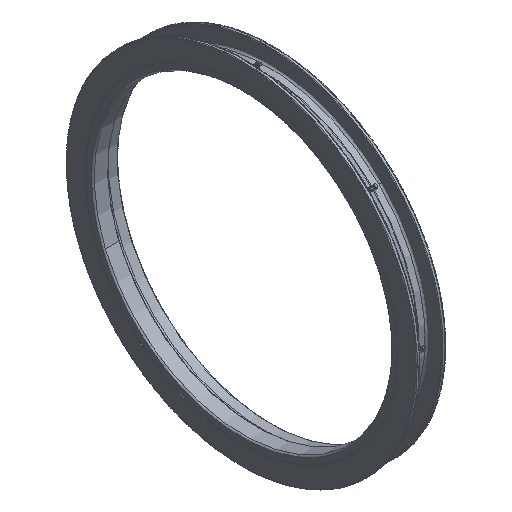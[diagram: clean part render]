
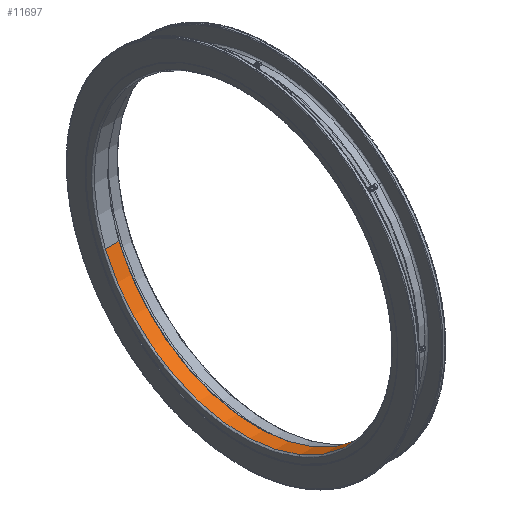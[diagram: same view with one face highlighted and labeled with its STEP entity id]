
A CAD part, isometric view. The second image highlights one B-rep face of the part: STEP entity #11697.
In plain terms, the highlighted cylindrical face has radius 429.5 mm (diameter 859 mm), a partial arc.
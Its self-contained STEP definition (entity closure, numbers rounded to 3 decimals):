
#4702 = CARTESIAN_POINT ( 'NONE',  ( 5.5, 429.5, 0. ) ) ;
#5305 = CIRCLE ( 'NONE', #5324, 429.5 ) ;
#5307 = CARTESIAN_POINT ( 'NONE',  ( 5.5, 0., 0. ) ) ;
#5322 = DIRECTION ( 'NONE',  ( 0., -1., 0. ) ) ;
#5323 = DIRECTION ( 'NONE',  ( 1., 0., 0. ) ) ;
#5324 = AXIS2_PLACEMENT_3D ( 'NONE', #5307, #5323, #5322 ) ;
#5356 = CARTESIAN_POINT ( 'NONE',  ( 5.5, 0., -429.5 ) ) ;
#5697 = CARTESIAN_POINT ( 'NONE',  ( 44.5, 0., -429.5 ) ) ;
#5761 = CARTESIAN_POINT ( 'NONE',  ( 44.5, 429.5, 0. ) ) ;
#5804 = DIRECTION ( 'NONE',  ( -1., 0., 0. ) ) ;
#5805 = CARTESIAN_POINT ( 'NONE',  ( 44.5, 0., 0. ) ) ;
#5806 = AXIS2_PLACEMENT_3D ( 'NONE', #5805, #5804, #5840 ) ;
#5823 = CIRCLE ( 'NONE', #5806, 429.5 ) ;
#5840 = DIRECTION ( 'NONE',  ( 0., 0., 1. ) ) ;
#5879 = CARTESIAN_POINT ( 'NONE',  ( 44.5, 0., 429.5 ) ) ;
#5974 = LINE ( 'NONE', #6029, #6028 ) ;
#6014 = DIRECTION ( 'NONE',  ( -1., 0., 0. ) ) ;
#6024 = VECTOR ( 'NONE', #6014, 1000. ) ;
#6025 = CARTESIAN_POINT ( 'NONE',  ( 48.825, 0., -429.5 ) ) ;
#6026 = LINE ( 'NONE', #6025, #6024 ) ;
#6027 = DIRECTION ( 'NONE',  ( -1., 0., 0. ) ) ;
#6028 = VECTOR ( 'NONE', #6027, 1000. ) ;
#6029 = CARTESIAN_POINT ( 'NONE',  ( 48.825, 0., 429.5 ) ) ;
#6093 = CARTESIAN_POINT ( 'NONE',  ( 5.5, 0., 429.5 ) ) ;
#6460 = CARTESIAN_POINT ( 'NONE',  ( 44.5, 0., 0. ) ) ;
#6503 = AXIS2_PLACEMENT_3D ( 'NONE', #6542, #6538, #6537 ) ;
#6505 = DIRECTION ( 'NONE',  ( 0., 0., 1. ) ) ;
#6506 = DIRECTION ( 'NONE',  ( -1., 0., 0. ) ) ;
#6510 = AXIS2_PLACEMENT_3D ( 'NONE', #6460, #6506, #6505 ) ;
#6511 = CIRCLE ( 'NONE', #6510, 429.5 ) ;
#6522 = CIRCLE ( 'NONE', #6503, 429.5 ) ;
#6523 = CYLINDRICAL_SURFACE ( 'NONE', #6536, 429.5 ) ;
#6536 = AXIS2_PLACEMENT_3D ( 'NONE', #6547, #6540, #6568 ) ;
#6537 = DIRECTION ( 'NONE',  ( 0., -1., 0. ) ) ;
#6538 = DIRECTION ( 'NONE',  ( 1., 0., 0. ) ) ;
#6540 = DIRECTION ( 'NONE',  ( -1., 0., 0. ) ) ;
#6542 = CARTESIAN_POINT ( 'NONE',  ( 5.5, 0., 0. ) ) ;
#6543 = FACE_OUTER_BOUND ( 'NONE', #11694, .T. ) ;
#6547 = CARTESIAN_POINT ( 'NONE',  ( 48.825, 0., 0. ) ) ;
#6568 = DIRECTION ( 'NONE',  ( 0., 0., 1. ) ) ;
#11147 = VERTEX_POINT ( 'NONE', #4702 ) ;
#11413 = EDGE_CURVE ( 'NONE', #11419, #11147, #5305, .T. ) ;
#11419 = VERTEX_POINT ( 'NONE', #5356 ) ;
#11466 = VERTEX_POINT ( 'NONE', #5697 ) ;
#11494 = VERTEX_POINT ( 'NONE', #5761 ) ;
#11507 = EDGE_CURVE ( 'NONE', #11494, #11466, #5823, .T. ) ;
#11547 = VERTEX_POINT ( 'NONE', #5879 ) ;
#11584 = EDGE_CURVE ( 'NONE', #11547, #11615, #5974, .T. ) ;
#11592 = EDGE_CURVE ( 'NONE', #11466, #11419, #6026, .T. ) ;
#11615 = VERTEX_POINT ( 'NONE', #6093 ) ;
#11665 = ORIENTED_EDGE ( 'NONE', *, *, #11592, .F. ) ;
#11691 = EDGE_CURVE ( 'NONE', #11547, #11494, #6511, .T. ) ;
#11694 = EDGE_LOOP ( 'NONE', ( #11665, #11709, #11699, #11711, #11698, #11710 ) ) ;
#11695 = EDGE_CURVE ( 'NONE', #11147, #11615, #6522, .T. ) ;
#11697 = ADVANCED_FACE ( 'NONE', ( #6543 ), #6523, .F. ) ;
#11698 = ORIENTED_EDGE ( 'NONE', *, *, #11695, .F. ) ;
#11699 = ORIENTED_EDGE ( 'NONE', *, *, #11691, .F. ) ;
#11709 = ORIENTED_EDGE ( 'NONE', *, *, #11507, .F. ) ;
#11710 = ORIENTED_EDGE ( 'NONE', *, *, #11413, .F. ) ;
#11711 = ORIENTED_EDGE ( 'NONE', *, *, #11584, .T. ) ;
